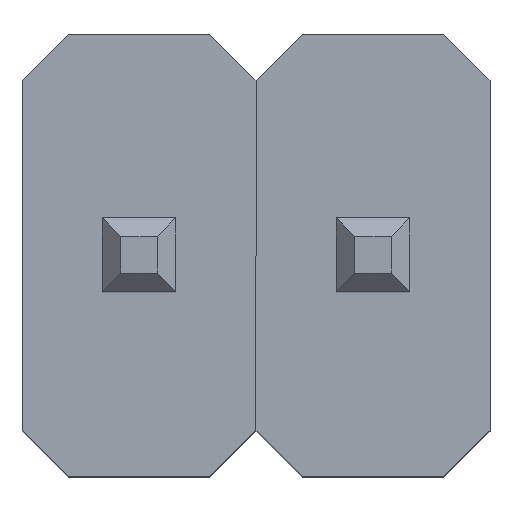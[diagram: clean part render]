
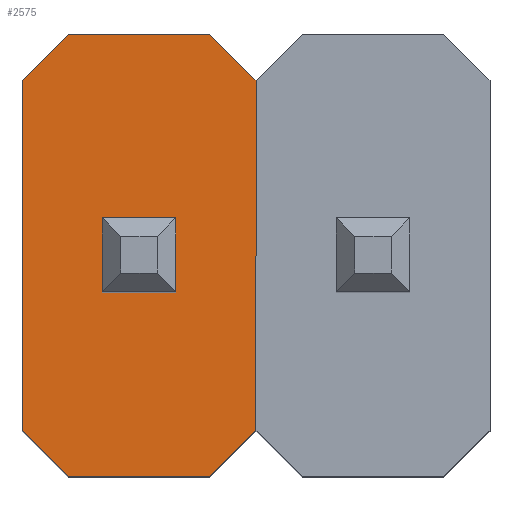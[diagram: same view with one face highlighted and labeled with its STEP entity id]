
A CAD part, top view. The second image highlights one B-rep face of the part: STEP entity #2575.
In plain terms, the highlighted planar face has unit normal (0, 0, 1).
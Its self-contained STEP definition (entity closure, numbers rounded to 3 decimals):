
#17 = EDGE_CURVE ( 'NONE', #1671, #2382, #2102, .T. ) ;
#43 = VERTEX_POINT ( 'NONE', #821 ) ;
#48 = CARTESIAN_POINT ( 'NONE',  ( 0.2, 0.2, 1.7 ) ) ;
#80 = VECTOR ( 'NONE', #274, 1000. ) ;
#88 = EDGE_CURVE ( 'NONE', #830, #2845, #947, .T. ) ;
#140 = ORIENTED_EDGE ( 'NONE', *, *, #1495, .F. ) ;
#151 = CARTESIAN_POINT ( 'NONE',  ( 0.635, 0.95, 1.7 ) ) ;
#159 = CARTESIAN_POINT ( 'NONE',  ( -0.635, 1.2, 1.7 ) ) ;
#164 = ORIENTED_EDGE ( 'NONE', *, *, #88, .F. ) ;
#207 = ORIENTED_EDGE ( 'NONE', *, *, #2840, .T. ) ;
#243 = VERTEX_POINT ( 'NONE', #2349 ) ;
#256 = ORIENTED_EDGE ( 'NONE', *, *, #2009, .F. ) ;
#258 = CARTESIAN_POINT ( 'NONE',  ( 0.635, -0.95, 1.7 ) ) ;
#266 = LINE ( 'NONE', #815, #1669 ) ;
#272 = DIRECTION ( 'NONE',  ( 1., 0., 0. ) ) ;
#274 = DIRECTION ( 'NONE',  ( -0.707, 0.707, 0. ) ) ;
#280 = CARTESIAN_POINT ( 'NONE',  ( -0.635, -0.95, 1.7 ) ) ;
#355 = VECTOR ( 'NONE', #2010, 1000. ) ;
#384 = DIRECTION ( 'NONE',  ( 1., 0., 0. ) ) ;
#518 = ORIENTED_EDGE ( 'NONE', *, *, #1319, .T. ) ;
#526 = EDGE_CURVE ( 'NONE', #830, #1466, #1553, .T. ) ;
#590 = LINE ( 'NONE', #1607, #1772 ) ;
#667 = VECTOR ( 'NONE', #1755, 1000. ) ;
#673 = LINE ( 'NONE', #2261, #80 ) ;
#680 = CARTESIAN_POINT ( 'NONE',  ( -0.635, -1.2, 1.7 ) ) ;
#707 = ORIENTED_EDGE ( 'NONE', *, *, #526, .T. ) ;
#713 = EDGE_CURVE ( 'NONE', #243, #1466, #1286, .T. ) ;
#815 = CARTESIAN_POINT ( 'NONE',  ( -0.635, 1.2, 1.7 ) ) ;
#818 = ORIENTED_EDGE ( 'NONE', *, *, #2692, .T. ) ;
#821 = CARTESIAN_POINT ( 'NONE',  ( -0.2, 0.2, 1.7 ) ) ;
#830 = VERTEX_POINT ( 'NONE', #2790 ) ;
#832 = CARTESIAN_POINT ( 'NONE',  ( 0.2, -0.2, 1.7 ) ) ;
#904 = FACE_BOUND ( 'NONE', #1380, .T. ) ;
#914 = CARTESIAN_POINT ( 'NONE',  ( -0.635, -0.2, 1.7 ) ) ;
#947 = LINE ( 'NONE', #1348, #355 ) ;
#965 = ORIENTED_EDGE ( 'NONE', *, *, #713, .F. ) ;
#1007 = VECTOR ( 'NONE', #1694, 1000. ) ;
#1039 = CARTESIAN_POINT ( 'NONE',  ( 0.51, -1.075, 1.7 ) ) ;
#1040 = VERTEX_POINT ( 'NONE', #1776 ) ;
#1066 = VECTOR ( 'NONE', #1142, 1000. ) ;
#1134 = LINE ( 'NONE', #680, #2231 ) ;
#1142 = DIRECTION ( 'NONE',  ( -1., 0., 0. ) ) ;
#1206 = CARTESIAN_POINT ( 'NONE',  ( 0.635, 1.2, 1.7 ) ) ;
#1245 = CARTESIAN_POINT ( 'NONE',  ( -0.2, 1.2, 1.7 ) ) ;
#1286 = LINE ( 'NONE', #1534, #667 ) ;
#1293 = VECTOR ( 'NONE', #2507, 1000. ) ;
#1314 = EDGE_CURVE ( 'NONE', #243, #2382, #1134, .T. ) ;
#1319 = EDGE_CURVE ( 'NONE', #2241, #2058, #2859, .T. ) ;
#1323 = AXIS2_PLACEMENT_3D ( 'NONE', #159, #1723, #384 ) ;
#1348 = CARTESIAN_POINT ( 'NONE',  ( -0.51, 1.075, 1.7 ) ) ;
#1380 = EDGE_LOOP ( 'NONE', ( #518, #207, #2362, #2897 ) ) ;
#1428 = DIRECTION ( 'NONE',  ( 0., -1., 0. ) ) ;
#1431 = FACE_OUTER_BOUND ( 'NONE', #1457, .T. ) ;
#1449 = EDGE_CURVE ( 'NONE', #43, #1040, #590, .T. ) ;
#1457 = EDGE_LOOP ( 'NONE', ( #256, #818, #140, #164, #707, #965, #1679, #1946 ) ) ;
#1466 = VERTEX_POINT ( 'NONE', #280 ) ;
#1495 = EDGE_CURVE ( 'NONE', #2845, #2533, #266, .T. ) ;
#1527 = VECTOR ( 'NONE', #2622, 1000. ) ;
#1534 = CARTESIAN_POINT ( 'NONE',  ( -0.51, -1.075, 1.7 ) ) ;
#1553 = LINE ( 'NONE', #2914, #2680 ) ;
#1566 = DIRECTION ( 'NONE',  ( 1., 0., 0. ) ) ;
#1607 = CARTESIAN_POINT ( 'NONE',  ( -0.2, 0.2, 1.7 ) ) ;
#1669 = VECTOR ( 'NONE', #1705, 1000. ) ;
#1671 = VERTEX_POINT ( 'NONE', #258 ) ;
#1679 = ORIENTED_EDGE ( 'NONE', *, *, #1314, .T. ) ;
#1694 = DIRECTION ( 'NONE',  ( 0., 1., 0. ) ) ;
#1705 = DIRECTION ( 'NONE',  ( 1., 0., 0. ) ) ;
#1723 = DIRECTION ( 'NONE',  ( 0., 0., 1. ) ) ;
#1755 = DIRECTION ( 'NONE',  ( -0.707, 0.707, 0. ) ) ;
#1772 = VECTOR ( 'NONE', #272, 1000. ) ;
#1776 = CARTESIAN_POINT ( 'NONE',  ( 0.2, 0.2, 1.7 ) ) ;
#1946 = ORIENTED_EDGE ( 'NONE', *, *, #17, .F. ) ;
#1993 = DIRECTION ( 'NONE',  ( 0., -1., 0. ) ) ;
#2009 = EDGE_CURVE ( 'NONE', #2176, #1671, #2886, .T. ) ;
#2010 = DIRECTION ( 'NONE',  ( 0.707, 0.707, 0. ) ) ;
#2058 = VERTEX_POINT ( 'NONE', #2773 ) ;
#2102 = LINE ( 'NONE', #1039, #1527 ) ;
#2148 = PLANE ( 'NONE',  #1323 ) ;
#2176 = VERTEX_POINT ( 'NONE', #151 ) ;
#2187 = LINE ( 'NONE', #1245, #1007 ) ;
#2231 = VECTOR ( 'NONE', #1566, 1000. ) ;
#2241 = VERTEX_POINT ( 'NONE', #832 ) ;
#2259 = VECTOR ( 'NONE', #1428, 1000. ) ;
#2261 = CARTESIAN_POINT ( 'NONE',  ( 0.635, 0.95, 1.7 ) ) ;
#2311 = CARTESIAN_POINT ( 'NONE',  ( 0.385, -1.2, 1.7 ) ) ;
#2347 = CARTESIAN_POINT ( 'NONE',  ( 0.385, 1.2, 1.7 ) ) ;
#2349 = CARTESIAN_POINT ( 'NONE',  ( -0.385, -1.2, 1.7 ) ) ;
#2362 = ORIENTED_EDGE ( 'NONE', *, *, #1449, .T. ) ;
#2382 = VERTEX_POINT ( 'NONE', #2311 ) ;
#2460 = LINE ( 'NONE', #48, #1293 ) ;
#2507 = DIRECTION ( 'NONE',  ( 0., -1., 0. ) ) ;
#2533 = VERTEX_POINT ( 'NONE', #2347 ) ;
#2575 = ADVANCED_FACE ( 'NONE', ( #904, #1431 ), #2148, .T. ) ;
#2622 = DIRECTION ( 'NONE',  ( -0.707, -0.707, 0. ) ) ;
#2680 = VECTOR ( 'NONE', #1993, 1000. ) ;
#2692 = EDGE_CURVE ( 'NONE', #2176, #2533, #673, .T. ) ;
#2708 = EDGE_CURVE ( 'NONE', #1040, #2241, #2460, .T. ) ;
#2773 = CARTESIAN_POINT ( 'NONE',  ( -0.2, -0.2, 1.7 ) ) ;
#2790 = CARTESIAN_POINT ( 'NONE',  ( -0.635, 0.95, 1.7 ) ) ;
#2818 = CARTESIAN_POINT ( 'NONE',  ( -0.385, 1.2, 1.7 ) ) ;
#2840 = EDGE_CURVE ( 'NONE', #2058, #43, #2187, .T. ) ;
#2845 = VERTEX_POINT ( 'NONE', #2818 ) ;
#2859 = LINE ( 'NONE', #914, #1066 ) ;
#2886 = LINE ( 'NONE', #1206, #2259 ) ;
#2897 = ORIENTED_EDGE ( 'NONE', *, *, #2708, .T. ) ;
#2914 = CARTESIAN_POINT ( 'NONE',  ( -0.635, 1.2, 1.7 ) ) ;
